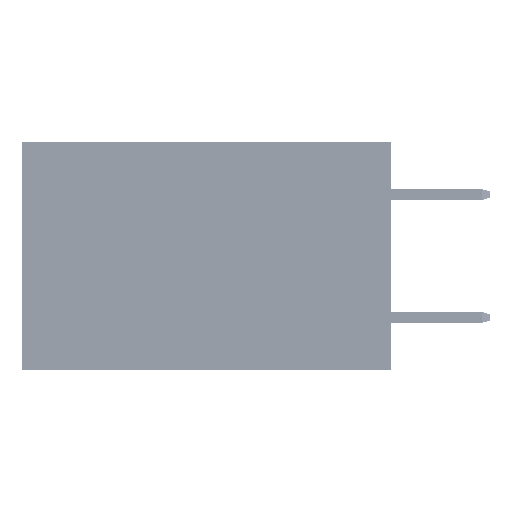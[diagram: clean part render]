
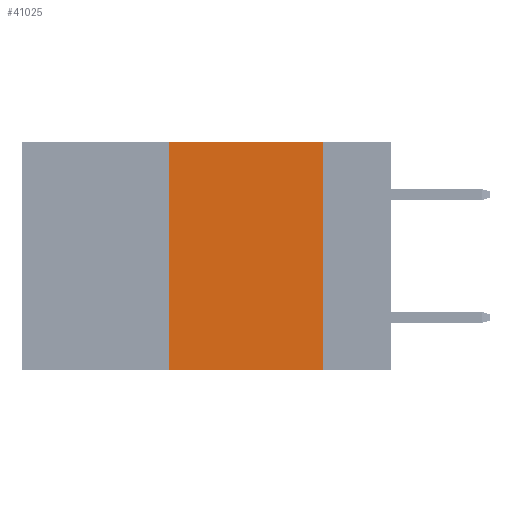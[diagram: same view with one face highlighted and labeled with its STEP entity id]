
A CAD part, left-side view. The second image highlights one B-rep face of the part: STEP entity #41025.
In plain terms, the highlighted planar face has unit normal (-1, 0, 0).
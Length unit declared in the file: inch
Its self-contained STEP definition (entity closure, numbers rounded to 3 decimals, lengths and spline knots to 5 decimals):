
#1886 = CARTESIAN_POINT ( 'NONE',  ( 0., 0.11, -0.37 ) ) ;
#2517 = DIRECTION ( 'NONE',  ( 1., 0., 0. ) ) ;
#3200 = VERTEX_POINT ( 'NONE', #13925 ) ;
#4449 = ORIENTED_EDGE ( 'NONE', *, *, #11668, .F. ) ;
#5327 = VECTOR ( 'NONE', #10332, 39.37008 ) ;
#6399 = CARTESIAN_POINT ( 'NONE',  ( 0., 0.36, -0.37 ) ) ;
#6490 = LINE ( 'NONE', #36935, #50858 ) ;
#6943 = DIRECTION ( 'NONE',  ( 0., 0., -1. ) ) ;
#7030 = PLANE ( 'NONE',  #28452 ) ;
#7922 = VECTOR ( 'NONE', #6943, 39.37008 ) ;
#9930 = EDGE_CURVE ( 'NONE', #30266, #17432, #15681, .T. ) ;
#10332 = DIRECTION ( 'NONE',  ( 0., -1., 0. ) ) ;
#10515 = CARTESIAN_POINT ( 'NONE',  ( 0., 0.6, 0. ) ) ;
#11668 = EDGE_CURVE ( 'NONE', #38977, #3200, #6490, .T. ) ;
#13925 = CARTESIAN_POINT ( 'NONE',  ( 0., 0.36, 0. ) ) ;
#15106 = ORIENTED_EDGE ( 'NONE', *, *, #36571, .F. ) ;
#15323 = DIRECTION ( 'NONE',  ( 0., 0., -1. ) ) ;
#15335 = CARTESIAN_POINT ( 'NONE',  ( 0., 0.6, -0.37 ) ) ;
#15681 = LINE ( 'NONE', #27434, #7922 ) ;
#17432 = VERTEX_POINT ( 'NONE', #1886 ) ;
#19430 = CARTESIAN_POINT ( 'NONE',  ( 0., 0.6, 0. ) ) ;
#20328 = VECTOR ( 'NONE', #43886, 39.37008 ) ;
#24497 = EDGE_LOOP ( 'NONE', ( #37064, #15106, #4449, #52135 ) ) ;
#25356 = FACE_OUTER_BOUND ( 'NONE', #24497, .T. ) ;
#27204 = LINE ( 'NONE', #10515, #5327 ) ;
#27434 = CARTESIAN_POINT ( 'NONE',  ( 0., 0.11, 0. ) ) ;
#28452 = AXIS2_PLACEMENT_3D ( 'NONE', #19430, #2517, #15323 ) ;
#30266 = VERTEX_POINT ( 'NONE', #32639 ) ;
#31248 = LINE ( 'NONE', #15335, #20328 ) ;
#32639 = CARTESIAN_POINT ( 'NONE',  ( 0., 0.11, 0. ) ) ;
#34870 = EDGE_CURVE ( 'NONE', #38977, #17432, #31248, .T. ) ;
#36571 = EDGE_CURVE ( 'NONE', #3200, #30266, #27204, .T. ) ;
#36935 = CARTESIAN_POINT ( 'NONE',  ( 0., 0.36, 0. ) ) ;
#37064 = ORIENTED_EDGE ( 'NONE', *, *, #9930, .F. ) ;
#38977 = VERTEX_POINT ( 'NONE', #6399 ) ;
#41025 = ADVANCED_FACE ( 'NONE', ( #25356 ), #7030, .F. ) ;
#41083 = DIRECTION ( 'NONE',  ( 0., 0., 1. ) ) ;
#43886 = DIRECTION ( 'NONE',  ( 0., -1., 0. ) ) ;
#50858 = VECTOR ( 'NONE', #41083, 39.37008 ) ;
#52135 = ORIENTED_EDGE ( 'NONE', *, *, #34870, .T. ) ;
